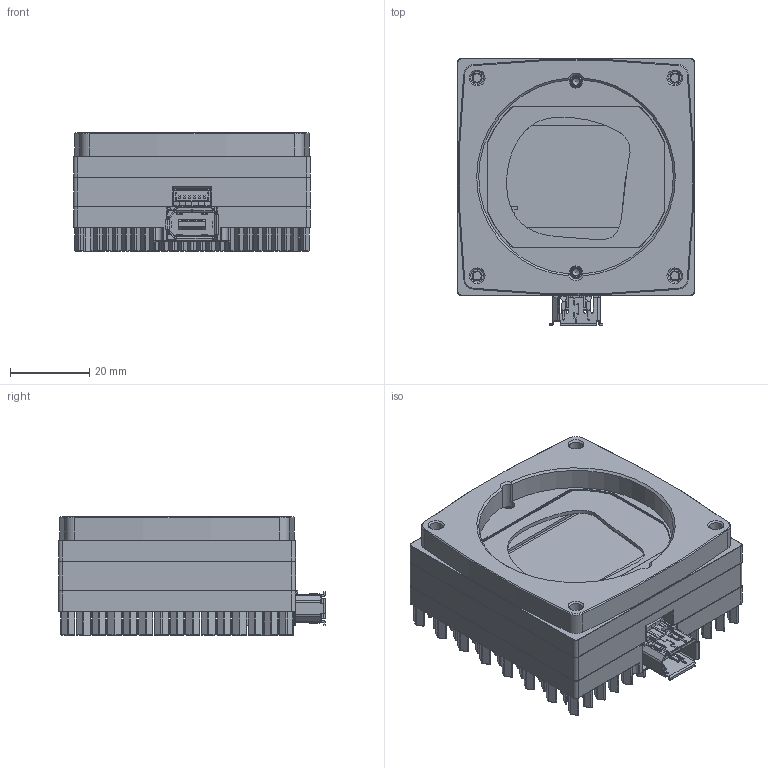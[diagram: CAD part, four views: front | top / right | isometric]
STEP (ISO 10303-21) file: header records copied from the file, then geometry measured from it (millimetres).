
FILE_DESCRIPTION(/* description */ (''),/* implementation_level */ '2;1');
FILE_NAME(/* name */ 'ASSM-MR11002BH.stp',/* time_stamp */ '2016-04-02T12:38:16+02:00',/* author */ (''),/* organization */ (''),/* preprocessor_version */ 'ST-DEVELOPER v15',/* originating_system */ 'SIEMENS PLM Software NX 8.5',/* authorisation */ '');
FILE_SCHEMA (('AUTOMOTIVE_DESIGN { 1 0 10303 214 3 1 1 1 }'));
Products named in the file (12): SROB-M2.5X14-IMBUS-STNLS; SROB-M1.6X4-IMBUS-STNLS; SROB-M1.6X3-IMBUS-STNLS; IR_filter_24x36; 532610671_stp; 534620629_stp; Board; KAI-11002; MECH-MR16000BH-REAR; MECH-MR11000BH-MID; MECH-MR16000BH-FRONT; ASSM-MR11002BH
Assembly tree (18 placements, depth 2):
  ASSM-MR11002BH
    MECH-MR16000BH-FRONT
    MECH-MR11000BH-MID
    MECH-MR16000BH-REAR
    KAI-11002
    Board
    534620629_stp
    532610671_stp
    IR_filter_24x36
    SROB-M1.6X3-IMBUS-STNLS  x4
    SROB-M1.6X4-IMBUS-STNLS  x2
    SROB-M2.5X14-IMBUS-STNLS  x4
Bounding box: 59.9 x 67.45 x 30.05 mm (x, y, z)
Volume: 63214.2 mm3; surface area: 53064.5 mm2
Topology: 18 solids, 24 shells, 5958 faces, 14735 edges, 8431 vertices
Faces by surface type: plane 3335, cylinder 1379, cone 1090, torus 121, sphere 16, bspline 14, extrusion 3
Full cylindrical faces by diameter (mm): 0.5 x32, 0.95 x40, 1.3 x10, 1.5 x2, 1.6 x48, 1.8 x10, 2.08 x4, 2.1 x10, 2.5 x22, 3 x6, 3.2 x4, 3.24 x2, 4.5 x4, 4.62 x4
Entity records: 166106 total; most frequent: CARTESIAN_POINT 28707, DIRECTION 28247, ORIENTED_EDGE 26966, EDGE_CURVE 13483, VECTOR 10053, LINE 10050, AXIS2_PLACEMENT_3D 9097, VERTEX_POINT 8165
